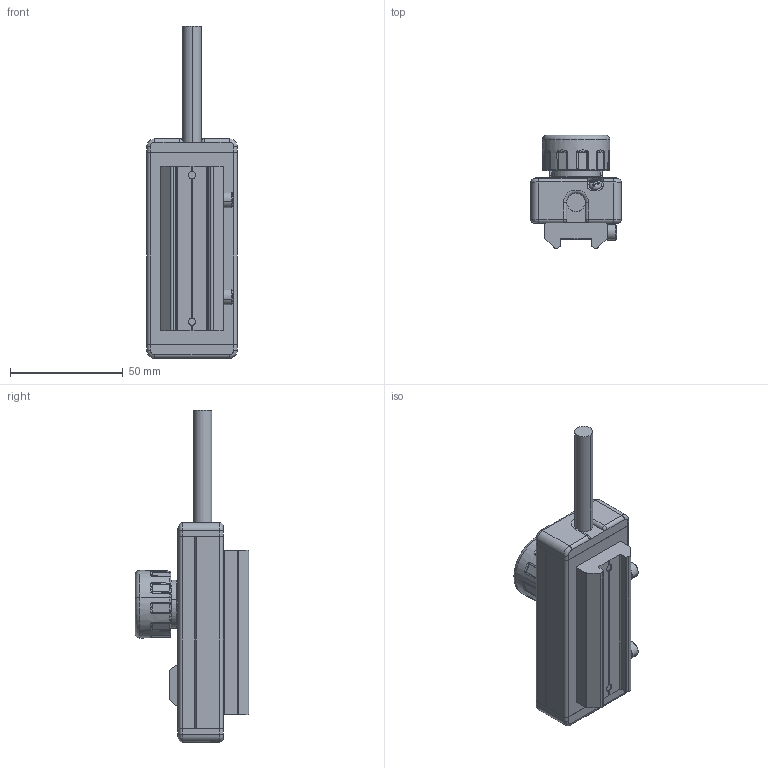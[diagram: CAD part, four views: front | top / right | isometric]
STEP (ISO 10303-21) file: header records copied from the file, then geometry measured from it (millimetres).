
FILE_DESCRIPTION (( 'STEP AP203' ), '1' );
FILE_NAME ('SUC-1049-STP.step', '2024-11-19T07:53:06', ( '' ), ( '' ), 'SwSTEP 2.0', 'SolidWorks 2020', '' );
FILE_SCHEMA (( 'CONFIG_CONTROL_DESIGN' ));
Length unit declared in the file: millimetre
Products named in the file (1): SUC-1049-STP
Bounding box: 40 x 50.15 x 147 mm (x, y, z)
Volume: 107946.9 mm3; surface area: 22596 mm2
Topology: 1 solids, 9 shells, 816 faces, 1983 edges, 1172 vertices
Faces by surface type: cylinder 318, plane 218, bspline 122, torus 118, sphere 24, cone 16
Entity records: 33038 total; most frequent: CARTESIAN_POINT 14604, DIRECTION 3928, ORIENTED_EDGE 3890, EDGE_CURVE 1945, AXIS2_PLACEMENT_3D 1614, VERTEX_POINT 1172, CIRCLE 919, EDGE_LOOP 851
